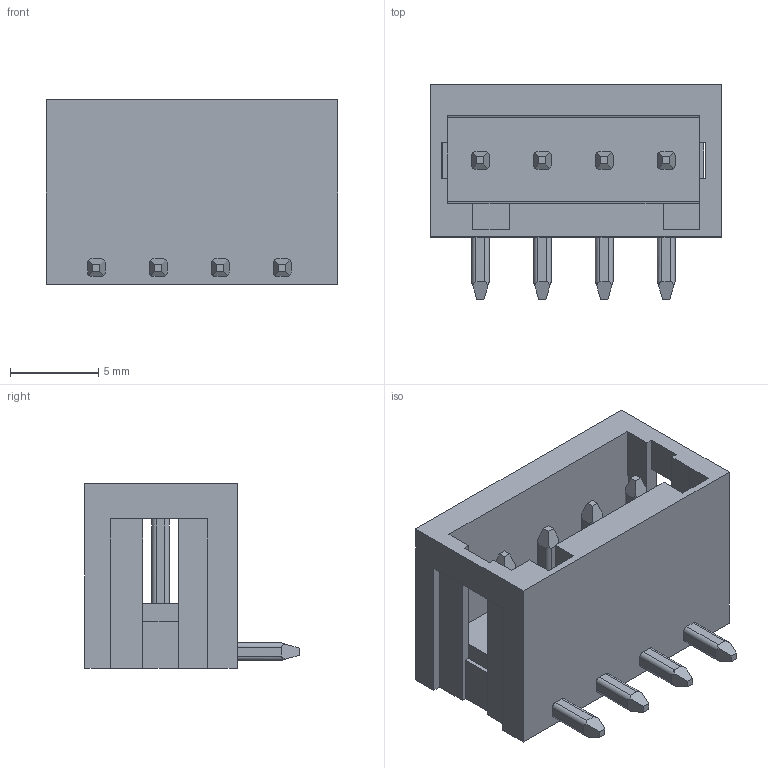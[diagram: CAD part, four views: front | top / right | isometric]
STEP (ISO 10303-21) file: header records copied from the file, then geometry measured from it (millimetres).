
FILE_DESCRIPTION (( 'STEP AP214' ), '1' );
FILE_NAME ('ME730-35004-20230324.STEP', '2023-03-24T05:22:05', ( 'RD08' ), ( '' ), 'SwSTEP 2.0', 'SolidWorks 2016', '' );
FILE_SCHEMA (( 'AUTOMOTIVE_DESIGN' ));
Length unit declared in the file: millimetre
Products named in the file (1): ME730-35004-20230324
Bounding box: 16.45 x 12.11 x 10.45 mm (x, y, z)
Volume: 932.6 mm3; surface area: 1219.8 mm2
Topology: 1 solids, 1 shells, 148 faces, 419 edges, 278 vertices
Faces by surface type: plane 116, cylinder 32
Entity records: 4765 total; most frequent: CARTESIAN_POINT 1038, ORIENTED_EDGE 838, DIRECTION 685, EDGE_CURVE 419, LINE 323, VECTOR 323, VERTEX_POINT 278, AXIS2_PLACEMENT_3D 181
